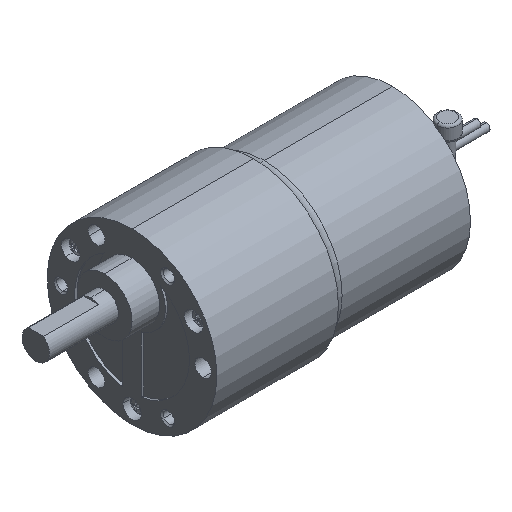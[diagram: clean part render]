
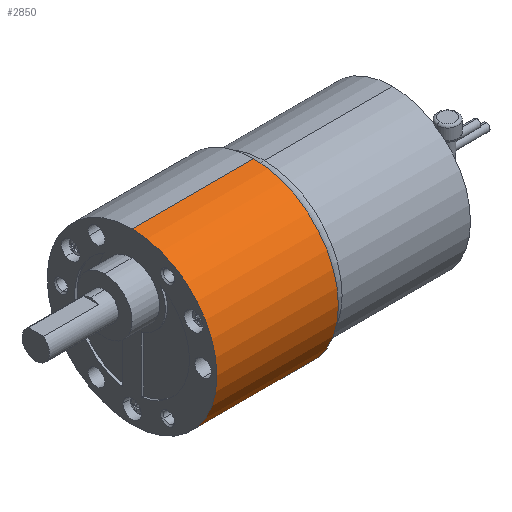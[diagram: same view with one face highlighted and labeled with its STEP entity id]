
A CAD part, isometric view. The second image highlights one B-rep face of the part: STEP entity #2850.
In plain terms, the highlighted cylindrical face has radius 18.5 mm (diameter 37 mm), a partial arc.
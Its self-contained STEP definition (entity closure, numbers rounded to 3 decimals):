
#2748=CARTESIAN_POINT('POINT16102',(0.,0.,
   -25.5));
#2749=VERTEX_POINT('VERTEX16102',#2748);
#2750=CARTESIAN_POINT('POINT16103',(0.,
   0.,11.5));
#2751=VERTEX_POINT('VERTEX16103',#2750);
#2752=CARTESIAN_POINT('POS23171',(0.,0.,-7.));
#2753=DIRECTION('DIR36256',(-1.,0.,0.));
#2754=DIRECTION('DIR36257',(0.,0.,-1.));
#2755=AXIS2_PLACEMENT_3D('AXIS13086',#2752,#2753,#2754);
#2756=CIRCLE('ELLIPSE6399',#2755,18.5);
#2757=EDGE_CURVE('EDGE26008',#2749,#2751,#2756,.T.);
#2819=CARTESIAN_POINT('POINT16104',(26.5,0.,-25.5));
#2820=VERTEX_POINT('VERTEX16104',#2819);
#2821=CARTESIAN_POINT('POS23173',(0.25,
   0.,-25.5));
#2822=DIRECTION('DIR36260',(1.,0.,0.));
#2823=VECTOR('VEC10086',#2822,1.);
#2824=LINE('STRAIGHT10086',#2821,#2823);
#2825=EDGE_CURVE('EDGE26010',#2749,#2820,#2824,.T.);
#2826=ORIENTED_EDGE('COEDGE52049',*,*,#2825,.T.);
#2827=CARTESIAN_POINT('POINT16105',(26.5,0.,
   11.5));
#2828=VERTEX_POINT('VERTEX16105',#2827);
#2829=CARTESIAN_POINT('POS23174',(26.5,0.,-7.));
#2830=DIRECTION('DIR36261',(1.,0.,0.));
#2831=DIRECTION('DIR36262',(0.,0.,-1.));
#2832=AXIS2_PLACEMENT_3D('AXIS13088',#2829,#2830,#2831);
#2833=CIRCLE('ELLIPSE6400',#2832,18.5);
#2834=EDGE_CURVE('EDGE26011',#2828,#2820,#2833,.T.);
#2835=ORIENTED_EDGE('COEDGE52050',*,*,#2834,.F.);
#2836=CARTESIAN_POINT('POS23175',(0.25,
   0.,11.5));
#2837=DIRECTION('DIR36263',(-1.,0.,0.));
#2838=VECTOR('VEC10087',#2837,1.);
#2839=LINE('STRAIGHT10087',#2836,#2838);
#2840=EDGE_CURVE('EDGE26012',#2828,#2751,#2839,.T.);
#2841=ORIENTED_EDGE('COEDGE52051',*,*,#2840,.T.);
#2842=ORIENTED_EDGE('COEDGE52052',*,*,#2757,.F.);
#2843=EDGE_LOOP('NONE',(#2826,#2835,#2841,#2842));
#2844=FACE_BOUND('LOOP1',#2843,.T.);
#2845=CARTESIAN_POINT('POS23176',(0.25,0.,-7.));
#2846=DIRECTION('DIR36264',(1.,0.,0.));
#2847=DIRECTION('DIR36265',(0.,0.,-1.));
#2848=AXIS2_PLACEMENT_3D('AXIS13089',#2845,#2846,#2847);
#2849=CYLINDRICAL_SURFACE('CONE_SURF2564',#2848,18.5);
#2850=ADVANCED_FACE('FACE11650',(#2844),#2849,.T.);
